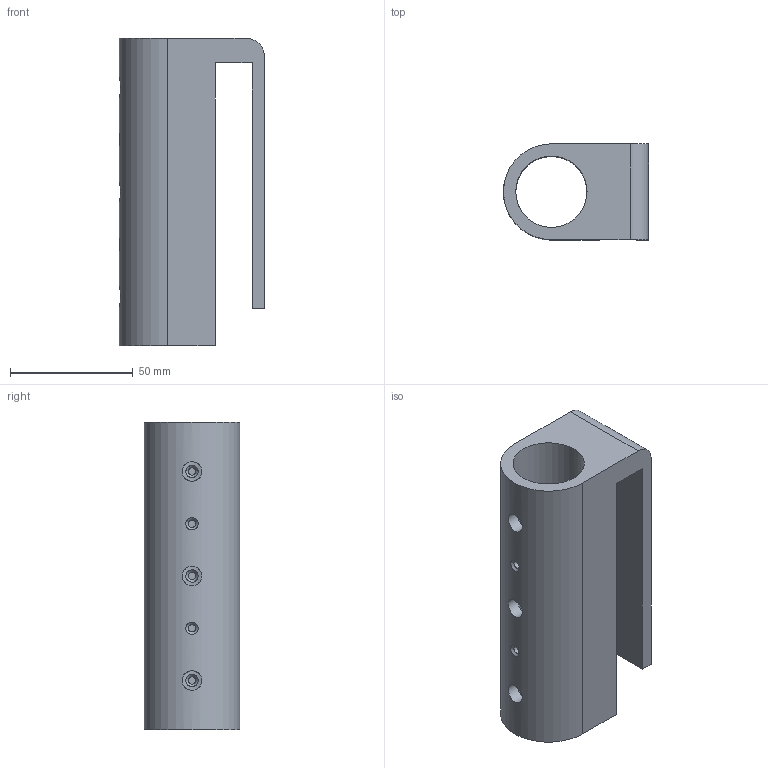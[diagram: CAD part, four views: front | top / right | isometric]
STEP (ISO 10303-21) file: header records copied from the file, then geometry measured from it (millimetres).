
FILE_DESCRIPTION(/* description */ (''),/* implementation_level */ '2;1');
FILE_NAME(/* name */ 'Heatstand v14.stp',/* time_stamp */ '2022-09-22T11:47:29+02:00',/* author */ (''),/* organization */ (''),/* preprocessor_version */ 'ST-DEVELOPER v19',/* originating_system */ 'Autodesk Translation Framework v11.7.0.108',/* authorisation */ '');
FILE_SCHEMA (('AUTOMOTIVE_DESIGN { 1 0 10303 214 3 1 1 }'));
Length unit declared in the file: millimetre
Products named in the file (1): Heatstand
Bounding box: 59 x 39 x 125 mm (x, y, z)
Volume: 112899.4 mm3; surface area: 41111.7 mm2
Topology: 1 solids, 1 shells, 31 faces, 107 edges, 73 vertices
Faces by surface type: cylinder 14, plane 9, bspline 5, cone 3
Full cylindrical faces by diameter (mm): 3 x8, 8 x3, 29 x1
Entity records: 2304 total; most frequent: CARTESIAN_POINT 1366, ORIENTED_EDGE 214, DIRECTION 138, EDGE_CURVE 107, VERTEX_POINT 73, EDGE_LOOP 50, LINE 48, VECTOR 48
